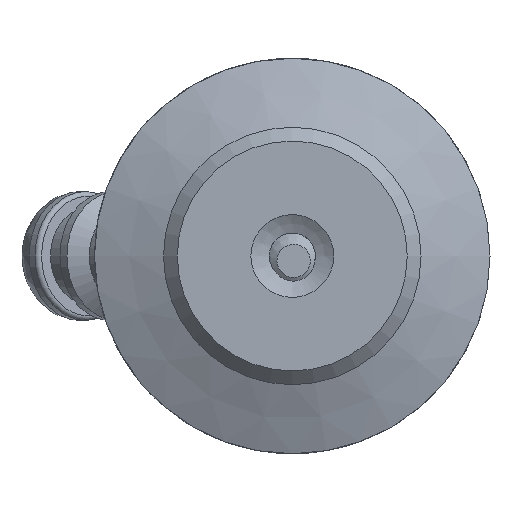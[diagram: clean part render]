
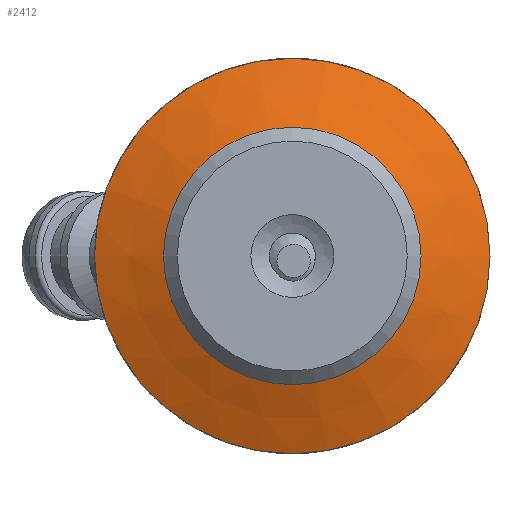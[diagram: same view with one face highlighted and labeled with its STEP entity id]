
A CAD part, front view. The second image highlights one B-rep face of the part: STEP entity #2412.
In plain terms, the highlighted conical face has half-angle 68.199 degrees and reference radius 17.75 mm.
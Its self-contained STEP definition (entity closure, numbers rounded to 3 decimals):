
#105=CONICAL_SURFACE('',#2729,17.75,1.19);
#214=LINE('',#4822,#328);
#328=VECTOR('',#3415,17.75);
#521=FACE_OUTER_BOUND('',#666,.T.);
#666=EDGE_LOOP('',(#2069,#2070,#2071,#2072,#2073,#2074));
#813=CIRCLE('',#2677,21.5);
#814=CIRCLE('',#2678,21.5);
#849=CIRCLE('',#2727,14.);
#850=CIRCLE('',#2728,14.);
#1048=VERTEX_POINT('',#4696);
#1049=VERTEX_POINT('',#4698);
#1081=VERTEX_POINT('',#4816);
#1082=VERTEX_POINT('',#4817);
#1370=EDGE_CURVE('',#1048,#1049,#813,.T.);
#1371=EDGE_CURVE('',#1049,#1048,#814,.T.);
#1415=EDGE_CURVE('',#1081,#1082,#849,.T.);
#1416=EDGE_CURVE('',#1082,#1081,#850,.T.);
#1418=EDGE_CURVE('',#1048,#1082,#214,.T.);
#2069=ORIENTED_EDGE('',*,*,#1371,.F.);
#2070=ORIENTED_EDGE('',*,*,#1370,.F.);
#2071=ORIENTED_EDGE('',*,*,#1418,.T.);
#2072=ORIENTED_EDGE('',*,*,#1416,.T.);
#2073=ORIENTED_EDGE('',*,*,#1415,.T.);
#2074=ORIENTED_EDGE('',*,*,#1418,.F.);
#2412=ADVANCED_FACE('',(#521),#105,.T.);
#2677=AXIS2_PLACEMENT_3D('',#4699,#3299,#3300);
#2678=AXIS2_PLACEMENT_3D('',#4700,#3301,#3302);
#2727=AXIS2_PLACEMENT_3D('',#4818,#3408,#3409);
#2728=AXIS2_PLACEMENT_3D('',#4819,#3410,#3411);
#2729=AXIS2_PLACEMENT_3D('',#4821,#3413,#3414);
#3299=DIRECTION('center_axis',(0.,1.,0.));
#3300=DIRECTION('ref_axis',(-1.,0.,0.));
#3301=DIRECTION('center_axis',(0.,1.,0.));
#3302=DIRECTION('ref_axis',(-1.,0.,0.));
#3408=DIRECTION('center_axis',(0.,1.,0.));
#3409=DIRECTION('ref_axis',(-1.,0.,0.));
#3410=DIRECTION('center_axis',(0.,1.,0.));
#3411=DIRECTION('ref_axis',(-1.,0.,0.));
#3413=DIRECTION('center_axis',(0.,1.,0.));
#3414=DIRECTION('ref_axis',(-1.,0.,0.));
#3415=DIRECTION('',(-0.928,-0.371,0.));
#4696=CARTESIAN_POINT('',(21.5,16.015,0.));
#4698=CARTESIAN_POINT('',(-21.5,16.015,0.));
#4699=CARTESIAN_POINT('Origin',(0.,16.015,0.));
#4700=CARTESIAN_POINT('Origin',(0.,16.015,0.));
#4816=CARTESIAN_POINT('',(-14.,13.015,0.));
#4817=CARTESIAN_POINT('',(14.,13.015,0.));
#4818=CARTESIAN_POINT('Origin',(0.,13.015,0.));
#4819=CARTESIAN_POINT('Origin',(0.,13.015,0.));
#4821=CARTESIAN_POINT('Origin',(0.,14.515,0.));
#4822=CARTESIAN_POINT('',(17.75,14.515,0.));
